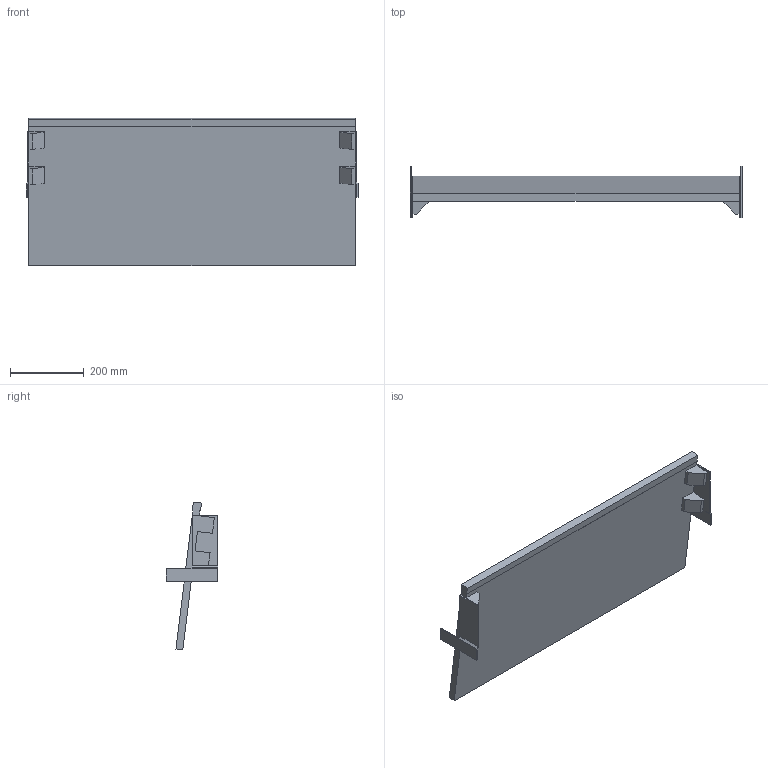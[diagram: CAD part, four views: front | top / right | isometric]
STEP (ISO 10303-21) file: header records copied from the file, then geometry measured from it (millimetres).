
FILE_DESCRIPTION(('STEP AP214'),'1');
FILE_NAME('cctmp_BFD37F70-727F-40FC-8595-A73EF21BEF85_2024_07_17_16_26_20_0231_16312..stp','2024-07-17T14:26:20',('Bosch Rexroth AG'),('CADClick - www.CADClick.com'),'Spatial InterOp 3D',' ','unknown authorization - (Healing Option Enabled)');
FILE_SCHEMA(('AUTOMOTIVE_DESIGN'));
Length unit declared in the file: millimetre
Products named in the file (1): 2024_07_17_16_26_20_0216
Bounding box: 900 x 140 x 401.01 mm (x, y, z)
Volume: 7093624.3 mm3; surface area: 828955.1 mm2
Topology: 1 solids, 1 shells, 58 faces, 160 edges, 104 vertices
Faces by surface type: plane 58
Entity records: 2289 total; most frequent: CARTESIAN_POINT 323, ORIENTED_EDGE 320, DIRECTION 278, EDGE_CURVE 160, LINE 160, VECTOR 160, VERTEX_POINT 104, STYLED_ITEM 59
